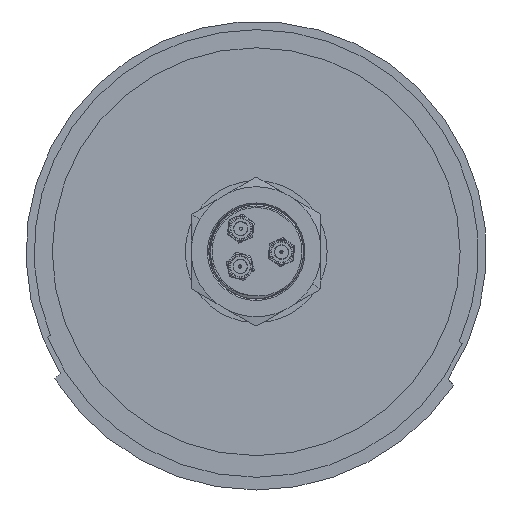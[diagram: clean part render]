
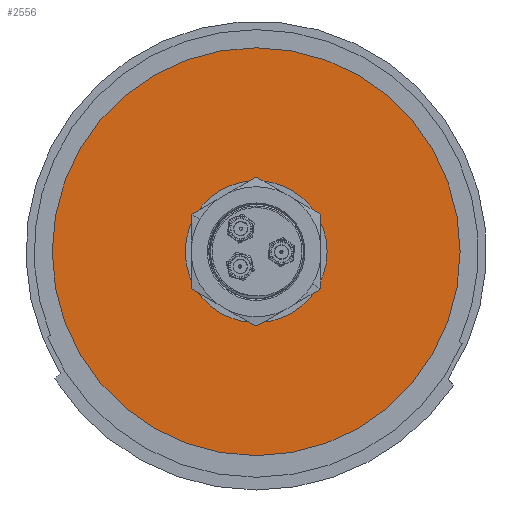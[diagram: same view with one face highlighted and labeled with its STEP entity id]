
A CAD part, front view. The second image highlights one B-rep face of the part: STEP entity #2556.
In plain terms, the highlighted face is planar.
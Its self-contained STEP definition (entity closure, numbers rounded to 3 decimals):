
#116 = EDGE_CURVE ( 'NONE', #3956, #6427, #9876, .T. ) ;
#771 = CARTESIAN_POINT ( 'NONE',  ( 13.402, 60.42, 148.346 ) ) ;
#822 = CARTESIAN_POINT ( 'NONE',  ( 9.024, 68.806, 143.427 ) ) ;
#834 = CIRCLE ( 'NONE', #7074, 64.65 ) ;
#837 = ORIENTED_EDGE ( 'NONE', *, *, #5977, .T. ) ;
#884 = CARTESIAN_POINT ( 'NONE',  ( -0.354, 72.3, 141.3 ) ) ;
#1021 = AXIS2_PLACEMENT_3D ( 'NONE', #11846, #6245, #11788 ) ;
#1498 = CARTESIAN_POINT ( 'NONE',  ( 0.111, 46.401, 156.352 ) ) ;
#1563 = CARTESIAN_POINT ( 'NONE',  ( 10.306, 51.163, 153.692 ) ) ;
#1621 = CARTESIAN_POINT ( 'NONE',  ( 13.427, 59.18, 149.066 ) ) ;
#1683 = CARTESIAN_POINT ( 'NONE',  ( 0.586, 46.447, 156.331 ) ) ;
#1779 = VERTEX_POINT ( 'NONE', #5192 ) ;
#2258 = CARTESIAN_POINT ( 'NONE',  ( 1.071, 72.174, 141.387 ) ) ;
#2409 = CARTESIAN_POINT ( 'NONE',  ( 13.398, 59.593, 148.826 ) ) ;
#2556 = ADVANCED_FACE ( 'NONE', ( #13880, #15567 ), #3009, .T. ) ;
#2815 = CARTESIAN_POINT ( 'NONE',  ( 2., 46.663, 156.22 ) ) ;
#2878 = CARTESIAN_POINT ( 'NONE',  ( 10., 50.841, 153.876 ) ) ;
#3009 = PLANE ( 'NONE',  #10081 ) ;
#3240 = ORIENTED_EDGE ( 'NONE', *, *, #4801, .T. ) ;
#3593 = CARTESIAN_POINT ( 'NONE',  ( 0.124, 72.271, 141.321 ) ) ;
#3956 = VERTEX_POINT ( 'NONE', #14006 ) ;
#4051 = ORIENTED_EDGE ( 'NONE', *, *, #5177, .T. ) ;
#4264 = CARTESIAN_POINT ( 'NONE',  ( 5.977, 47.983, 155.494 ) ) ;
#4322 = CARTESIAN_POINT ( 'NONE',  ( 9.04, 49.927, 154.397 ) ) ;
#4793 = CARTESIAN_POINT ( 'NONE',  ( 5.564, 70.93, 142.157 ) ) ;
#4801 = EDGE_CURVE ( 'NONE', #8810, #17309, #5254, .T. ) ;
#4966 = CARTESIAN_POINT ( 'NONE',  ( 6.392, 70.536, 142.395 ) ) ;
#5024 = CARTESIAN_POINT ( 'NONE',  ( 13.026, 62.871, 146.917 ) ) ;
#5177 = EDGE_CURVE ( 'NONE', #17309, #3956, #13969, .T. ) ;
#5192 = CARTESIAN_POINT ( 'NONE',  ( -0.6, 3.442, 181.304 ) ) ;
#5254 = CIRCLE ( 'NONE', #11483, 15. ) ;
#5651 = CARTESIAN_POINT ( 'NONE',  ( 4.275, 47.257, 155.898 ) ) ;
#5700 = CARTESIAN_POINT ( 'NONE',  ( 13.392, 57.942, 149.785 ) ) ;
#5977 = EDGE_CURVE ( 'NONE', #15276, #1779, #14122, .T. ) ;
#6245 = DIRECTION ( 'NONE',  ( -0.009, 0.502, 0.865 ) ) ;
#6340 = AXIS2_PLACEMENT_3D ( 'NONE', #15038, #9820, #9630 ) ;
#6427 = VERTEX_POINT ( 'NONE', #2409 ) ;
#6695 = CARTESIAN_POINT ( 'NONE',  ( -0.6, 46.372, 156.362 ) ) ;
#7035 = CARTESIAN_POINT ( 'NONE',  ( 13.124, 56.324, 150.722 ) ) ;
#7074 = AXIS2_PLACEMENT_3D ( 'NONE', #12759, #7254, #16850 ) ;
#7094 = CARTESIAN_POINT ( 'NONE',  ( 8.338, 49.377, 154.709 ) ) ;
#7155 = CARTESIAN_POINT ( 'NONE',  ( -0.367, 46.375, 156.362 ) ) ;
#7254 = DIRECTION ( 'NONE',  ( 0.009, -0.502, -0.865 ) ) ;
#7560 = CARTESIAN_POINT ( 'NONE',  ( 5.135, 71.112, 142.047 ) ) ;
#7594 = ORIENTED_EDGE ( 'NONE', *, *, #116, .T. ) ;
#7670 = CARTESIAN_POINT ( 'NONE',  ( 12.769, 63.657, 146.458 ) ) ;
#8068 = B_SPLINE_CURVE_WITH_KNOTS ( 'NONE', 3,
 ( #13183, #17157, #771, #9096, #10338, #5024, #7670, #11764, #10270, #13124, #12955, #11649, #9035, #822, #14393, #10393, #10449, #13070, #4966, #4793, #7560, #11708, #11592, #17091, #2258, #3593, #884, #8974 ),
 .UNSPECIFIED., .F., .F.,
 ( 4, 2, 2, 2, 2, 2, 2, 2, 2, 2, 2, 2, 2, 4 ),
 ( 0., 0.001, 0.003, 0.006, 0.007, 0.009, 0.011, 0.013, 0.014, 0.016, 0.017, 0.02, 0.021, 0.023 ),
 .UNSPECIFIED. ) ;
#8406 = CARTESIAN_POINT ( 'NONE',  ( 13.431, 58.764, 149.308 ) ) ;
#8465 = CARTESIAN_POINT ( 'NONE',  ( 13.215, 56.726, 150.49 ) ) ;
#8562 = CARTESIAN_POINT ( 'NONE',  ( 7.195, 48.642, 155.124 ) ) ;
#8810 = VERTEX_POINT ( 'NONE', #13228 ) ;
#8974 = CARTESIAN_POINT ( 'NONE',  ( -0.833, 72.309, 141.289 ) ) ;
#9035 = CARTESIAN_POINT ( 'NONE',  ( 10.019, 67.925, 143.95 ) ) ;
#9096 = CARTESIAN_POINT ( 'NONE',  ( 13.333, 61.243, 147.867 ) ) ;
#9154 = DIRECTION ( 'NONE',  ( 0.009, -0.502, -0.865 ) ) ;
#9453 = CARTESIAN_POINT ( 'NONE',  ( -0.6, 115.241, 116.347 ) ) ;
#9630 = DIRECTION ( 'NONE',  ( 0., 0.865, -0.502 ) ) ;
#9717 = CARTESIAN_POINT ( 'NONE',  ( 3.386, 46.975, 156.053 ) ) ;
#9820 = DIRECTION ( 'NONE',  ( 0.009, -0.502, -0.865 ) ) ;
#9876 = B_SPLINE_CURVE_WITH_KNOTS ( 'NONE', 3,
 ( #7155, #1498, #1683, #15340, #2815, #9717, #5651, #11080, #4264, #12491, #8562, #7094, #4322, #2878, #1563, #15115, #15163, #16582, #12607, #13870, #11133, #7035, #8465, #16532, #5700, #8406, #1621, #15230 ),
 .UNSPECIFIED., .F., .F.,
 ( 4, 2, 2, 2, 2, 2, 2, 2, 2, 2, 2, 2, 2, 4 ),
 ( 0., 0.001, 0.003, 0.006, 0.007, 0.009, 0.011, 0.013, 0.014, 0.017, 0.019, 0.02, 0.021, 0.023 ),
 .UNSPECIFIED. ) ;
#9970 = ORIENTED_EDGE ( 'NONE', *, *, #15563, .T. ) ;
#10081 = AXIS2_PLACEMENT_3D ( 'NONE', #15922, #9154, #15750 ) ;
#10270 = CARTESIAN_POINT ( 'NONE',  ( 12.054, 65.17, 145.571 ) ) ;
#10338 = CARTESIAN_POINT ( 'NONE',  ( 13.274, 61.655, 147.627 ) ) ;
#10393 = CARTESIAN_POINT ( 'NONE',  ( 7.947, 69.615, 142.946 ) ) ;
#10449 = CARTESIAN_POINT ( 'NONE',  ( 7.571, 69.861, 142.799 ) ) ;
#10491 = EDGE_LOOP ( 'NONE', ( #3240, #4051, #7594, #16621 ) ) ;
#10741 = DIRECTION ( 'NONE',  ( -0.009, 0.502, 0.865 ) ) ;
#11080 = CARTESIAN_POINT ( 'NONE',  ( 5.558, 47.787, 155.603 ) ) ;
#11133 = CARTESIAN_POINT ( 'NONE',  ( 12.897, 55.528, 151.183 ) ) ;
#11483 = AXIS2_PLACEMENT_3D ( 'NONE', #17501, #10741, #17251 ) ;
#11592 = CARTESIAN_POINT ( 'NONE',  ( 2.922, 71.847, 141.597 ) ) ;
#11649 = CARTESIAN_POINT ( 'NONE',  ( 10.607, 67.288, 144.326 ) ) ;
#11708 = CARTESIAN_POINT ( 'NONE',  ( 3.821, 71.6, 141.75 ) ) ;
#11764 = CARTESIAN_POINT ( 'NONE',  ( 12.25, 64.797, 145.791 ) ) ;
#11788 = DIRECTION ( 'NONE',  ( 0., 0.865, -0.502 ) ) ;
#11846 = CARTESIAN_POINT ( 'NONE',  ( -0.6, 59.342, 148.826 ) ) ;
#12491 = CARTESIAN_POINT ( 'NONE',  ( 6.798, 48.41, 155.254 ) ) ;
#12607 = CARTESIAN_POINT ( 'NONE',  ( 12.276, 53.961, 152.086 ) ) ;
#12759 = CARTESIAN_POINT ( 'NONE',  ( -0.6, 59.342, 148.826 ) ) ;
#12955 = CARTESIAN_POINT ( 'NONE',  ( 11.378, 66.26, 144.931 ) ) ;
#13070 = CARTESIAN_POINT ( 'NONE',  ( 6.794, 70.322, 142.523 ) ) ;
#13124 = CARTESIAN_POINT ( 'NONE',  ( 11.617, 65.905, 145.14 ) ) ;
#13183 = CARTESIAN_POINT ( 'NONE',  ( 13.398, 59.593, 148.826 ) ) ;
#13228 = CARTESIAN_POINT ( 'NONE',  ( -0.833, 72.309, 141.289 ) ) ;
#13870 = CARTESIAN_POINT ( 'NONE',  ( 12.759, 55.132, 151.411 ) ) ;
#13880 = FACE_BOUND ( 'NONE', #10491, .T. ) ;
#13969 = CIRCLE ( 'NONE', #1021, 15. ) ;
#14006 = CARTESIAN_POINT ( 'NONE',  ( -0.367, 46.375, 156.362 ) ) ;
#14122 = CIRCLE ( 'NONE', #6340, 64.65 ) ;
#14326 = EDGE_LOOP ( 'NONE', ( #837, #9970 ) ) ;
#14393 = CARTESIAN_POINT ( 'NONE',  ( 8.673, 69.088, 143.26 ) ) ;
#15038 = CARTESIAN_POINT ( 'NONE',  ( -0.6, 59.342, 148.826 ) ) ;
#15115 = CARTESIAN_POINT ( 'NONE',  ( 10.875, 51.826, 153.312 ) ) ;
#15163 = CARTESIAN_POINT ( 'NONE',  ( 11.139, 52.168, 153.117 ) ) ;
#15230 = CARTESIAN_POINT ( 'NONE',  ( 13.398, 59.593, 148.826 ) ) ;
#15276 = VERTEX_POINT ( 'NONE', #9453 ) ;
#15340 = CARTESIAN_POINT ( 'NONE',  ( 1.53, 46.577, 156.264 ) ) ;
#15563 = EDGE_CURVE ( 'NONE', #1779, #15276, #834, .T. ) ;
#15567 = FACE_OUTER_BOUND ( 'NONE', #14326, .T. ) ;
#15750 = DIRECTION ( 'NONE',  ( 0., 0.865, -0.502 ) ) ;
#15922 = CARTESIAN_POINT ( 'NONE',  ( -24.494, 85.783, 133.214 ) ) ;
#16532 = CARTESIAN_POINT ( 'NONE',  ( 13.348, 57.535, 150.021 ) ) ;
#16582 = CARTESIAN_POINT ( 'NONE',  ( 11.87, 53.221, 152.512 ) ) ;
#16621 = ORIENTED_EDGE ( 'NONE', *, *, #16776, .T. ) ;
#16776 = EDGE_CURVE ( 'NONE', #6427, #8810, #8068, .T. ) ;
#16850 = DIRECTION ( 'NONE',  ( 0., 0.865, -0.502 ) ) ;
#17091 = CARTESIAN_POINT ( 'NONE',  ( 1.538, 72.107, 141.432 ) ) ;
#17157 = CARTESIAN_POINT ( 'NONE',  ( 13.412, 60.007, 148.585 ) ) ;
#17251 = DIRECTION ( 'NONE',  ( 0., 0.865, -0.502 ) ) ;
#17309 = VERTEX_POINT ( 'NONE', #6695 ) ;
#17501 = CARTESIAN_POINT ( 'NONE',  ( -0.6, 59.342, 148.826 ) ) ;
